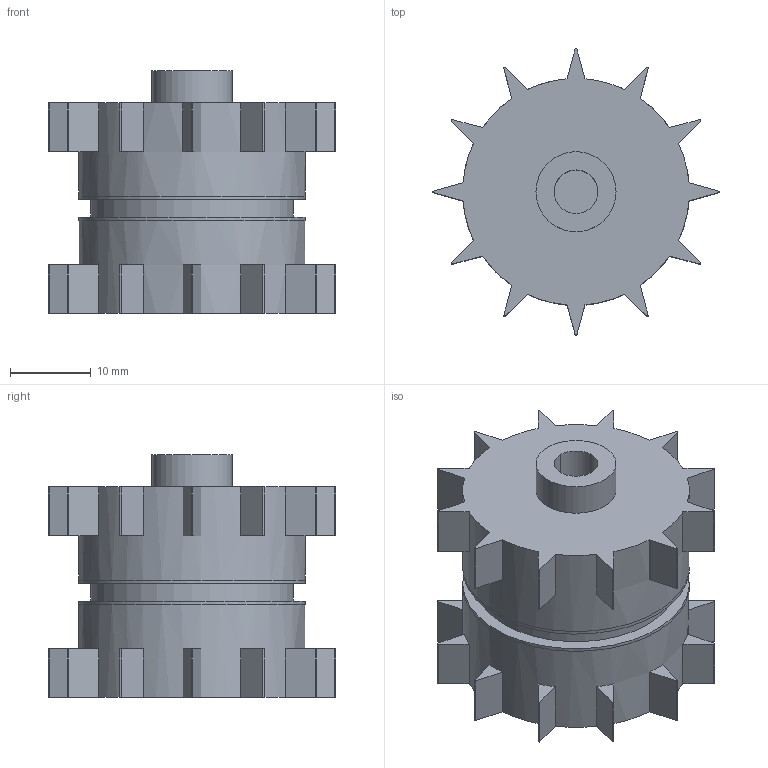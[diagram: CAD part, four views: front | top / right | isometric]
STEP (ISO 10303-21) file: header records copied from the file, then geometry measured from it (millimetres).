
FILE_DESCRIPTION(('TFLEX Exchange Step'),'2;1');
FILE_NAME(' каток - трубка.stp', '2022-03-31T12:11:38+03:00',('ilya'),('Unknown organisation'),'TFLEX Exchange 2022.0','T-FLEX CAD','Unknown authorisation');
FILE_SCHEMA( ('AUTOMOTIVE_DESIGN { 1 0 10303 214 1 1 1 1 }') );
Length unit declared in the file: millimetre
Products named in the file (3): трубка; Ведущий каток; ведущий каток - трубка
Assembly tree (2 placements, depth 2):
  ведущий каток - трубка
    трубка
    Ведущий каток
Bounding box: 35.44 x 35.44 x 30 mm (x, y, z)
Volume: 15023.8 mm3; surface area: 6838.9 mm2
Topology: 2 solids, 2 shells, 175 faces, 495 edges, 329 vertices
Faces by surface type: plane 137, cylinder 34, torus 2, bspline 2
Full cylindrical faces by diameter (mm): 9.9 x1, 18 x1, 25 x1, 28 x2
Entity records: 7097 total; most frequent: CARTESIAN_POINT 2516, ORIENTED_EDGE 990, DIRECTION 894, EDGE_CURVE 495, VERTEX_POINT 329, VECTOR 306, LINE 306, AXIS2_PLACEMENT_3D 294
